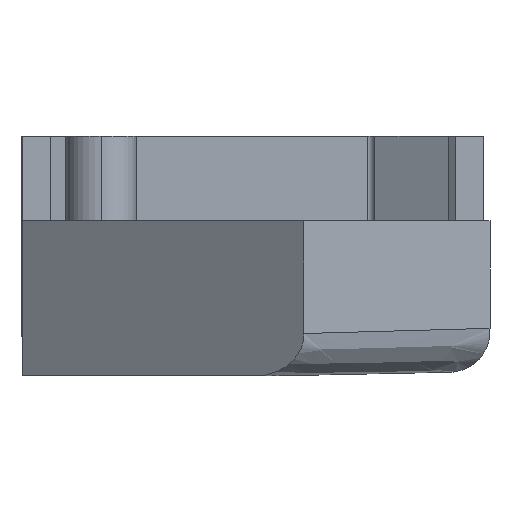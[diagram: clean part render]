
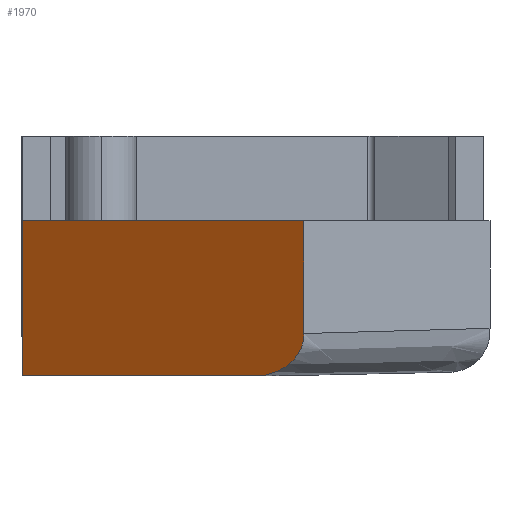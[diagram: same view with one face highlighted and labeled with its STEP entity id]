
A CAD part, left-side view. The second image highlights one B-rep face of the part: STEP entity #1970.
In plain terms, the highlighted planar face has unit normal (-0.789, 0.614, 0).
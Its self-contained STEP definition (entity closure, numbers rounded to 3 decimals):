
#11 = CARTESIAN_POINT ( 'NONE',  ( -18.327, 0.018, 0. ) ) ;
#20 = CARTESIAN_POINT ( 'NONE',  ( -20.61, -2.913, 1.455 ) ) ;
#28 = EDGE_CURVE ( 'NONE', #692, #1436, #2114, .T. ) ;
#74 = CARTESIAN_POINT ( 'NONE',  ( -20.985, -3.395, 3.009 ) ) ;
#128 = CARTESIAN_POINT ( 'NONE',  ( -20.985, -3.395, 3.009 ) ) ;
#136 = B_SPLINE_CURVE_WITH_KNOTS ( 'NONE', 3,
 ( #1546, #1327, #221, #2213, #233, #2259, #2033, #1111, #20, #277, #499, #1407, #523, #2045, #1613, #74 ),
 .UNSPECIFIED., .F., .F.,
 ( 4, 2, 2, 2, 2, 2, 2, 4 ),
 ( 0., 0.001, 0.003, 0.004, 0.004, 0.005, 0.005, 0.006 ),
 .UNSPECIFIED. ) ;
#192 = VECTOR ( 'NONE', #1440, 1000. ) ;
#221 = CARTESIAN_POINT ( 'NONE',  ( -18.919, -0.741, 0.056 ) ) ;
#233 = CARTESIAN_POINT ( 'NONE',  ( -19.775, -1.841, 0.459 ) ) ;
#276 = EDGE_CURVE ( 'NONE', #2732, #2000, #2089, .T. ) ;
#277 = CARTESIAN_POINT ( 'NONE',  ( -20.786, -3.14, 1.848 ) ) ;
#374 = DIRECTION ( 'NONE',  ( -0.614, -0.789, 0. ) ) ;
#392 = VECTOR ( 'NONE', #2557, 1000. ) ;
#400 = CARTESIAN_POINT ( 'NONE',  ( -5.431, 16.584, 11. ) ) ;
#499 = CARTESIAN_POINT ( 'NONE',  ( -20.858, -3.232, 2.063 ) ) ;
#523 = CARTESIAN_POINT ( 'NONE',  ( -20.952, -3.353, 2.525 ) ) ;
#645 = ORIENTED_EDGE ( 'NONE', *, *, #28, .T. ) ;
#692 = VERTEX_POINT ( 'NONE', #400 ) ;
#1023 = CARTESIAN_POINT ( 'NONE',  ( -5.431, 16.584, 11. ) ) ;
#1111 = CARTESIAN_POINT ( 'NONE',  ( -20.508, -2.782, 1.279 ) ) ;
#1163 = FACE_OUTER_BOUND ( 'NONE', #1194, .T. ) ;
#1179 = EDGE_CURVE ( 'NONE', #692, #2732, #2301, .T. ) ;
#1194 = EDGE_LOOP ( 'NONE', ( #2538, #2674, #2502, #2253, #645 ) ) ;
#1319 = CARTESIAN_POINT ( 'NONE',  ( -5.431, 16.584, 0. ) ) ;
#1327 = CARTESIAN_POINT ( 'NONE',  ( -18.626, -0.365, 0. ) ) ;
#1391 = PLANE ( 'NONE',  #1401 ) ;
#1401 = AXIS2_PLACEMENT_3D ( 'NONE', #1601, #1420, #2280 ) ;
#1407 = CARTESIAN_POINT ( 'NONE',  ( -20.933, -3.328, 2.406 ) ) ;
#1420 = DIRECTION ( 'NONE',  ( 0.789, -0.614, 0. ) ) ;
#1436 = VERTEX_POINT ( 'NONE', #1319 ) ;
#1440 = DIRECTION ( 'NONE',  ( 0., 0., -1. ) ) ;
#1470 = CARTESIAN_POINT ( 'NONE',  ( -11.421, 8.891, 11. ) ) ;
#1497 = CARTESIAN_POINT ( 'NONE',  ( -11.421, 8.891, 0. ) ) ;
#1535 = VERTEX_POINT ( 'NONE', #11 ) ;
#1546 = CARTESIAN_POINT ( 'NONE',  ( -18.327, 0.018, 0. ) ) ;
#1573 = VECTOR ( 'NONE', #2013, 1000. ) ;
#1601 = CARTESIAN_POINT ( 'NONE',  ( -11.421, 8.891, 11. ) ) ;
#1613 = CARTESIAN_POINT ( 'NONE',  ( -20.985, -3.395, 2.886 ) ) ;
#1627 = CARTESIAN_POINT ( 'NONE',  ( -20.985, -3.395, 11. ) ) ;
#1836 = EDGE_CURVE ( 'NONE', #1535, #2000, #136, .T. ) ;
#1970 = ADVANCED_FACE ( 'NONE', ( #1163 ), #1391, .F. ) ;
#2000 = VERTEX_POINT ( 'NONE', #128 ) ;
#2013 = DIRECTION ( 'NONE',  ( 0., 0., -1. ) ) ;
#2033 = CARTESIAN_POINT ( 'NONE',  ( -20.282, -2.492, 0.963 ) ) ;
#2035 = EDGE_CURVE ( 'NONE', #1436, #1535, #2119, .T. ) ;
#2045 = CARTESIAN_POINT ( 'NONE',  ( -20.978, -3.387, 2.765 ) ) ;
#2089 = LINE ( 'NONE', #2469, #1573 ) ;
#2114 = LINE ( 'NONE', #1023, #192 ) ;
#2119 = LINE ( 'NONE', #1497, #392 ) ;
#2213 = CARTESIAN_POINT ( 'NONE',  ( -19.492, -1.477, 0.283 ) ) ;
#2253 = ORIENTED_EDGE ( 'NONE', *, *, #1179, .F. ) ;
#2259 = CARTESIAN_POINT ( 'NONE',  ( -20.159, -2.334, 0.822 ) ) ;
#2280 = DIRECTION ( 'NONE',  ( 0.614, 0.789, 0. ) ) ;
#2301 = LINE ( 'NONE', #1470, #2699 ) ;
#2469 = CARTESIAN_POINT ( 'NONE',  ( -20.985, -3.395, 11. ) ) ;
#2502 = ORIENTED_EDGE ( 'NONE', *, *, #276, .F. ) ;
#2538 = ORIENTED_EDGE ( 'NONE', *, *, #2035, .T. ) ;
#2557 = DIRECTION ( 'NONE',  ( -0.614, -0.789, 0. ) ) ;
#2674 = ORIENTED_EDGE ( 'NONE', *, *, #1836, .T. ) ;
#2699 = VECTOR ( 'NONE', #374, 1000. ) ;
#2732 = VERTEX_POINT ( 'NONE', #1627 ) ;
